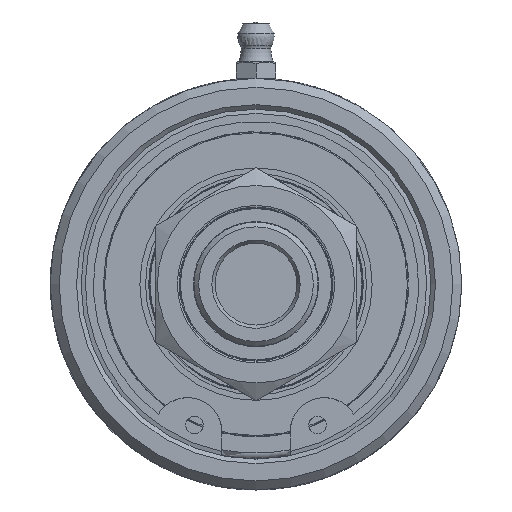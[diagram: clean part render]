
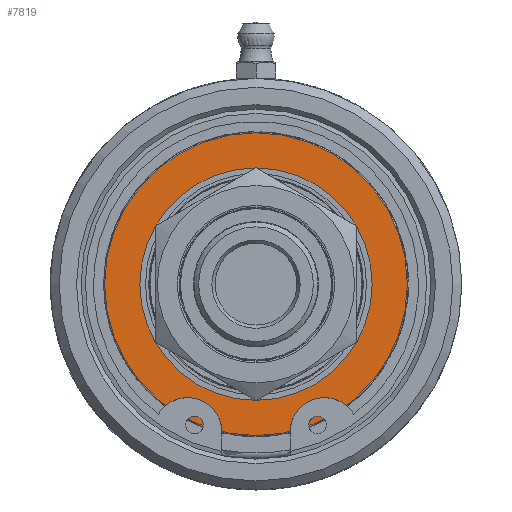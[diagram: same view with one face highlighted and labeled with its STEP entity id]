
A CAD part, left-side view. The second image highlights one B-rep face of the part: STEP entity #7819.
In plain terms, the highlighted planar face has unit normal (-1, 0, 0).
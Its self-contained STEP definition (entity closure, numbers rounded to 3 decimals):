
#332=FACE_BOUND('',#2437,.T.);
#1441=CIRCLE('',#8340,26.85);
#1442=CIRCLE('',#8341,26.85);
#1444=CIRCLE('',#8344,20.6);
#1445=CIRCLE('',#8345,20.6);
#1763=PLANE('',#8343);
#1963=FACE_OUTER_BOUND('',#2436,.T.);
#2436=EDGE_LOOP('',(#5348,#5349));
#2437=EDGE_LOOP('',(#5350,#5351));
#3325=VERTEX_POINT('',#11272);
#3326=VERTEX_POINT('',#11274);
#3327=VERTEX_POINT('',#11279);
#3328=VERTEX_POINT('',#11280);
#4132=EDGE_CURVE('',#3325,#3326,#1441,.T.);
#4133=EDGE_CURVE('',#3326,#3325,#1442,.T.);
#4135=EDGE_CURVE('',#3327,#3328,#1444,.T.);
#4136=EDGE_CURVE('',#3328,#3327,#1445,.T.);
#5348=ORIENTED_EDGE('',*,*,#4133,.F.);
#5349=ORIENTED_EDGE('',*,*,#4132,.F.);
#5350=ORIENTED_EDGE('',*,*,#4135,.T.);
#5351=ORIENTED_EDGE('',*,*,#4136,.T.);
#7819=ADVANCED_FACE('',(#1963,#332),#1763,.T.);
#8340=AXIS2_PLACEMENT_3D('',#11275,#9151,#9152);
#8341=AXIS2_PLACEMENT_3D('',#11276,#9153,#9154);
#8343=AXIS2_PLACEMENT_3D('',#11278,#9157,#9158);
#8344=AXIS2_PLACEMENT_3D('',#11281,#9159,#9160);
#8345=AXIS2_PLACEMENT_3D('',#11282,#9161,#9162);
#9151=DIRECTION('center_axis',(1.,0.,0.));
#9152=DIRECTION('ref_axis',(0.,-1.,0.));
#9153=DIRECTION('center_axis',(1.,0.,0.));
#9154=DIRECTION('ref_axis',(0.,-1.,0.));
#9157=DIRECTION('center_axis',(-1.,0.,0.));
#9158=DIRECTION('ref_axis',(0.,1.,0.));
#9159=DIRECTION('center_axis',(1.,0.,0.));
#9160=DIRECTION('ref_axis',(0.,-1.,0.));
#9161=DIRECTION('center_axis',(1.,0.,0.));
#9162=DIRECTION('ref_axis',(0.,-1.,0.));
#11272=CARTESIAN_POINT('',(35.4,26.85,0.));
#11274=CARTESIAN_POINT('',(35.4,-26.85,0.));
#11275=CARTESIAN_POINT('Origin',(35.4,0.,0.));
#11276=CARTESIAN_POINT('Origin',(35.4,0.,0.));
#11278=CARTESIAN_POINT('Origin',(35.4,-23.725,0.));
#11279=CARTESIAN_POINT('',(35.4,-20.6,0.));
#11280=CARTESIAN_POINT('',(35.4,20.6,0.));
#11281=CARTESIAN_POINT('Origin',(35.4,0.,0.));
#11282=CARTESIAN_POINT('Origin',(35.4,0.,0.));
